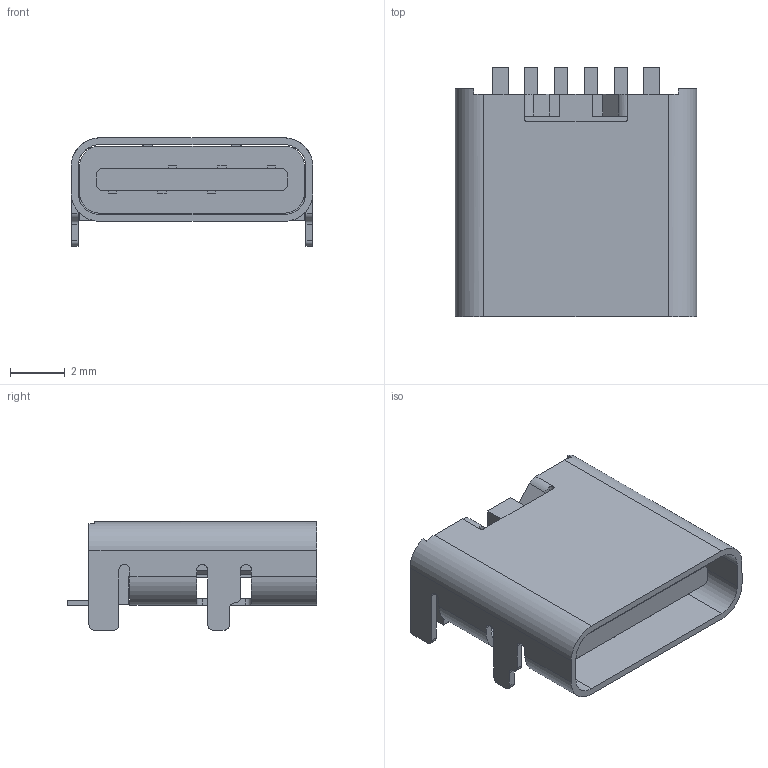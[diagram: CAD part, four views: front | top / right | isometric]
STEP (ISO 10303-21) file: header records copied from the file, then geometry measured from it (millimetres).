
FILE_DESCRIPTION (( 'STEP AP214' ), '1' );
FILE_NAME ('TYPE-C-SMD_HX-TYPE-C-6P-L8.35.STEP', '2024-07-21T09:04:10', ( '' ), ( '' ), 'SwSTEP 2.0', 'SolidWorks 2020', '' );
FILE_SCHEMA (( 'AUTOMOTIVE_DESIGN' ));
Length unit declared in the file: millimetre
Products named in the file (1): TYPE-C-SMD_HX-TYPE-C-6P-L8.35
Bounding box: 8.85 x 9.15 x 3.97 mm (x, y, z)
Volume: 122 mm3; surface area: 520.2 mm2
Topology: 2 solids, 2 shells, 416 faces, 1187 edges, 790 vertices
Faces by surface type: plane 260, bspline 98, cylinder 58
Entity records: 18639 total; most frequent: CARTESIAN_POINT 3760, ORIENTED_EDGE 2374, DIRECTION 1739, EDGE_CURVE 1187, VECTOR 865, LINE 865, VERTEX_POINT 790, EDGE_LOOP 437
